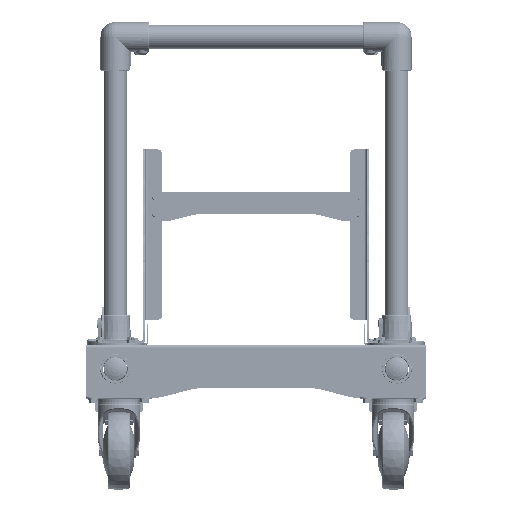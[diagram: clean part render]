
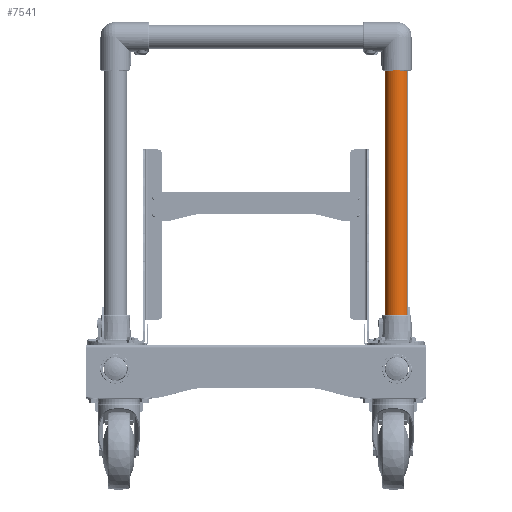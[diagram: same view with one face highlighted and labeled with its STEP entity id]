
A CAD part, top view. The second image highlights one B-rep face of the part: STEP entity #7541.
In plain terms, the highlighted cylindrical face has radius 24.15 mm (diameter 48.3 mm), a partial arc.
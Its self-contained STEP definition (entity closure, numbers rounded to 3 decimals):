
#4927 = EDGE_CURVE ( 'NONE', #55546, #71345, #40877, .T. ) ;
#7295 = CARTESIAN_POINT ( 'NONE',  ( -24.15, 0., 300. ) ) ;
#7541 = ADVANCED_FACE ( 'NONE', ( #46630 ), #15202, .T. ) ;
#9796 = CARTESIAN_POINT ( 'NONE',  ( 24.15, 0., 300. ) ) ;
#10722 = CARTESIAN_POINT ( 'NONE',  ( -24.15, 0., 300. ) ) ;
#15202 = CYLINDRICAL_SURFACE ( 'NONE', #45073, 24.15 ) ;
#16382 = CARTESIAN_POINT ( 'NONE',  ( 0., 0., 300. ) ) ;
#16647 = DIRECTION ( 'NONE',  ( 0., 0., 1. ) ) ;
#16906 = CIRCLE ( 'NONE', #60236, 24.15 ) ;
#17491 = VERTEX_POINT ( 'NONE', #75830 ) ;
#22840 = CARTESIAN_POINT ( 'NONE',  ( 24.15, 0., 300. ) ) ;
#24944 = VECTOR ( 'NONE', #52995, 1000. ) ;
#26480 = CARTESIAN_POINT ( 'NONE',  ( 0., 0., -300. ) ) ;
#26887 = VECTOR ( 'NONE', #52060, 1000. ) ;
#26967 = EDGE_CURVE ( 'NONE', #55546, #76659, #16906, .T. ) ;
#27543 = DIRECTION ( 'NONE',  ( 0., 0., -1. ) ) ;
#29574 = AXIS2_PLACEMENT_3D ( 'NONE', #26480, #56432, #69233 ) ;
#36174 = CARTESIAN_POINT ( 'NONE',  ( 0., 0., 300. ) ) ;
#40877 = LINE ( 'NONE', #9796, #26887 ) ;
#45073 = AXIS2_PLACEMENT_3D ( 'NONE', #16382, #27543, #65046 ) ;
#46630 = FACE_OUTER_BOUND ( 'NONE', #48891, .T. ) ;
#46925 = ORIENTED_EDGE ( 'NONE', *, *, #4927, .T. ) ;
#48322 = EDGE_CURVE ( 'NONE', #71345, #17491, #74223, .T. ) ;
#48891 = EDGE_LOOP ( 'NONE', ( #50854, #46925, #69899, #50194 ) ) ;
#50194 = ORIENTED_EDGE ( 'NONE', *, *, #51611, .F. ) ;
#50854 = ORIENTED_EDGE ( 'NONE', *, *, #26967, .F. ) ;
#51611 = EDGE_CURVE ( 'NONE', #76659, #17491, #77739, .T. ) ;
#52060 = DIRECTION ( 'NONE',  ( 0., 0., -1. ) ) ;
#52995 = DIRECTION ( 'NONE',  ( 0., 0., -1. ) ) ;
#55546 = VERTEX_POINT ( 'NONE', #22840 ) ;
#56432 = DIRECTION ( 'NONE',  ( 0., 0., 1. ) ) ;
#58936 = DIRECTION ( 'NONE',  ( 1., 0., 0. ) ) ;
#60236 = AXIS2_PLACEMENT_3D ( 'NONE', #36174, #16647, #58936 ) ;
#63294 = CARTESIAN_POINT ( 'NONE',  ( 24.15, 0., -300. ) ) ;
#65046 = DIRECTION ( 'NONE',  ( -1., 0., 0. ) ) ;
#69233 = DIRECTION ( 'NONE',  ( 1., 0., 0. ) ) ;
#69899 = ORIENTED_EDGE ( 'NONE', *, *, #48322, .T. ) ;
#71345 = VERTEX_POINT ( 'NONE', #63294 ) ;
#74223 = CIRCLE ( 'NONE', #29574, 24.15 ) ;
#75830 = CARTESIAN_POINT ( 'NONE',  ( -24.15, 0., -300. ) ) ;
#76659 = VERTEX_POINT ( 'NONE', #7295 ) ;
#77739 = LINE ( 'NONE', #10722, #24944 ) ;
